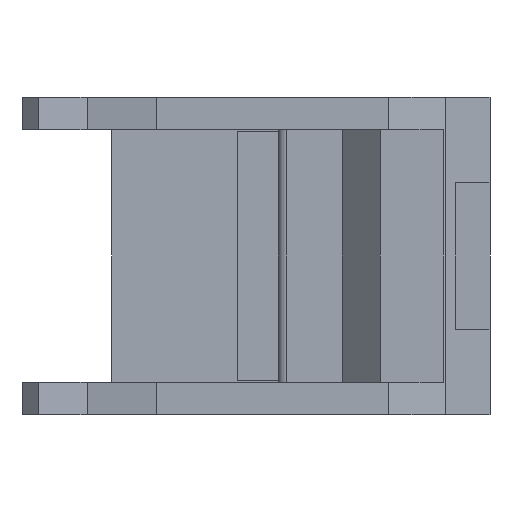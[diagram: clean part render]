
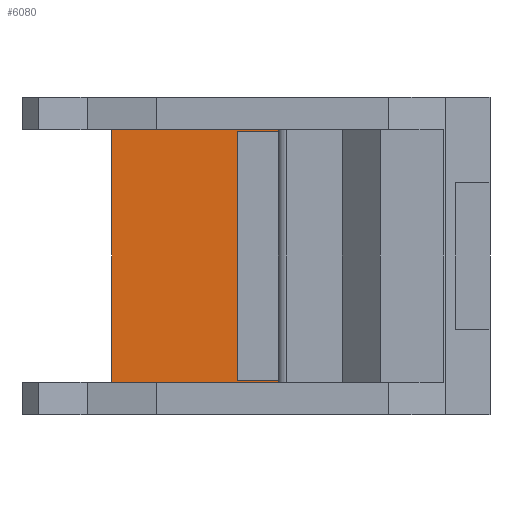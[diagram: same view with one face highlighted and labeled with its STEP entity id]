
A CAD part, left-side view. The second image highlights one B-rep face of the part: STEP entity #6080.
In plain terms, the highlighted planar face has unit normal (-1, 0, 0).
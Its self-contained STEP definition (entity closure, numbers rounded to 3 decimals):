
#524=DIRECTION('',(0.,-1.,0.));
#525=VECTOR('',#524,20.5);
#526=CARTESIAN_POINT('',(-4.75,41.,4.));
#527=LINE('',#526,#525);
#1230=DIRECTION('',(0.,0.,1.));
#1231=VECTOR('',#1230,30.6);
#1232=CARTESIAN_POINT('',(-4.75,25.5,4.2));
#1233=LINE('',#1232,#1231);
#1234=DIRECTION('',(0.,1.,0.));
#1235=VECTOR('',#1234,5.);
#1236=CARTESIAN_POINT('',(-4.75,20.5,4.2));
#1237=LINE('',#1236,#1235);
#1238=DIRECTION('',(0.,0.,-1.));
#1239=VECTOR('',#1238,0.2);
#1240=CARTESIAN_POINT('',(-4.75,20.5,4.2));
#1241=LINE('',#1240,#1239);
#1242=DIRECTION('',(0.,-1.,0.));
#1243=VECTOR('',#1242,20.5);
#1244=CARTESIAN_POINT('',(-4.75,41.,35.));
#1245=LINE('',#1244,#1243);
#1246=DIRECTION('',(0.,0.,-1.));
#1247=VECTOR('',#1246,0.2);
#1248=CARTESIAN_POINT('',(-4.75,20.5,35.));
#1249=LINE('',#1248,#1247);
#1250=DIRECTION('',(0.,1.,0.));
#1251=VECTOR('',#1250,5.);
#1252=CARTESIAN_POINT('',(-4.75,20.5,34.8));
#1253=LINE('',#1252,#1251);
#1274=DIRECTION('',(0.,0.,-1.));
#1275=VECTOR('',#1274,31.);
#1276=CARTESIAN_POINT('',(-4.75,41.,35.));
#1277=LINE('',#1276,#1275);
#4246=CARTESIAN_POINT('',(-4.75,41.,4.));
#4247=VERTEX_POINT('',#4246);
#4248=CARTESIAN_POINT('',(-4.75,20.5,4.));
#4249=VERTEX_POINT('',#4248);
#4290=CARTESIAN_POINT('',(-4.75,41.,35.));
#4291=VERTEX_POINT('',#4290);
#4472=CARTESIAN_POINT('',(-4.75,20.5,35.));
#4473=VERTEX_POINT('',#4472);
#4798=CARTESIAN_POINT('',(-4.75,20.5,4.2));
#4800=VERTEX_POINT('',#4798);
#4804=CARTESIAN_POINT('',(-4.75,20.5,34.8));
#4805=VERTEX_POINT('',#4804);
#4806=CARTESIAN_POINT('',(-4.75,25.5,4.2));
#4807=CARTESIAN_POINT('',(-4.75,25.5,34.8));
#4808=VERTEX_POINT('',#4806);
#4809=VERTEX_POINT('',#4807);
#6063=CARTESIAN_POINT('',(-4.75,20.5,4.));
#6064=DIRECTION('',(1.,0.,0.));
#6065=DIRECTION('',(0.,1.,0.));
#6066=AXIS2_PLACEMENT_3D('',#6063,#6064,#6065);
#6067=PLANE('',#6066);
#6068=ORIENTED_EDGE('',*,*,#5268,.F.);
#6070=ORIENTED_EDGE('',*,*,#6069,.F.);
#6071=ORIENTED_EDGE('',*,*,#5208,.T.);
#6072=ORIENTED_EDGE('',*,*,#5173,.F.);
#6074=ORIENTED_EDGE('',*,*,#6073,.F.);
#6075=ORIENTED_EDGE('',*,*,#5985,.T.);
#6076=ORIENTED_EDGE('',*,*,#5201,.T.);
#6077=ORIENTED_EDGE('',*,*,#5381,.T.);
#6078=EDGE_LOOP('',(#6068,#6070,#6071,#6072,#6074,#6075,#6076,#6077));
#6079=FACE_OUTER_BOUND('',#6078,.F.);
#6080=ADVANCED_FACE('',(#6079),#6067,.F.);
#5173=EDGE_CURVE('',#4247,#4249,#527,.T.);
#5201=EDGE_CURVE('',#4473,#4805,#1249,.T.);
#5208=EDGE_CURVE('',#4800,#4249,#1241,.T.);
#5268=EDGE_CURVE('',#4808,#4809,#1233,.T.);
#5381=EDGE_CURVE('',#4805,#4809,#1253,.T.);
#5985=EDGE_CURVE('',#4291,#4473,#1245,.T.);
#6069=EDGE_CURVE('',#4800,#4808,#1237,.T.);
#6073=EDGE_CURVE('',#4291,#4247,#1277,.T.);
